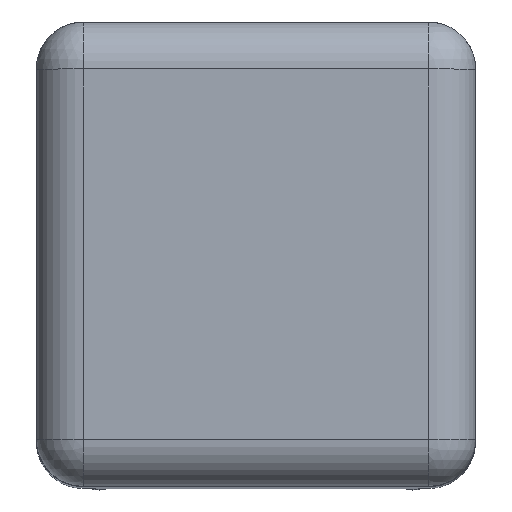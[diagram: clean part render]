
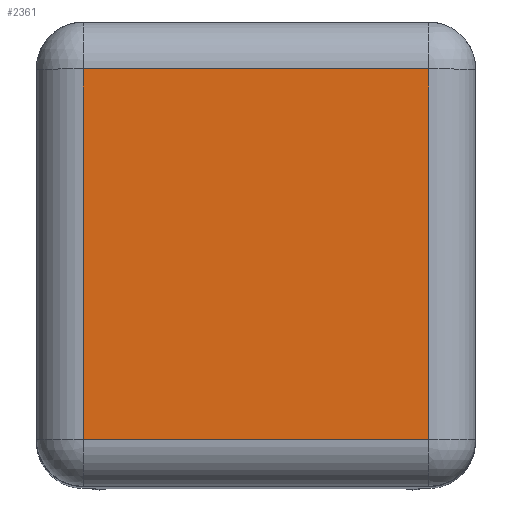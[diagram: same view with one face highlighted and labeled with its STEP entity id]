
A CAD part, top view. The second image highlights one B-rep face of the part: STEP entity #2361.
In plain terms, the highlighted planar face has unit normal (0, 0, 1).
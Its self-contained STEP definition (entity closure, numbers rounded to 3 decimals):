
#10 = ORIENTED_EDGE ( 'NONE', *, *, #284, .T. ) ;
#148 = DIRECTION ( 'NONE',  ( 0., -1., 0. ) ) ;
#236 = ORIENTED_EDGE ( 'NONE', *, *, #1695, .T. ) ;
#284 = EDGE_CURVE ( 'NONE', #1049, #933, #1469, .T. ) ;
#421 = CARTESIAN_POINT ( 'NONE',  ( 0.55, 1.33, 6.45 ) ) ;
#518 = DIRECTION ( 'NONE',  ( 0., 0., -1. ) ) ;
#556 = DIRECTION ( 'NONE',  ( 0., 1., 0. ) ) ;
#575 = ORIENTED_EDGE ( 'NONE', *, *, #2318, .T. ) ;
#599 = EDGE_LOOP ( 'NONE', ( #10, #2307, #575, #236 ) ) ;
#708 = CARTESIAN_POINT ( 'NONE',  ( -0.55, 0.15, 6.45 ) ) ;
#826 = CARTESIAN_POINT ( 'NONE',  ( -0.55, 1.33, 6.45 ) ) ;
#933 = VERTEX_POINT ( 'NONE', #421 ) ;
#975 = VECTOR ( 'NONE', #2315, 1000. ) ;
#997 = LINE ( 'NONE', #2023, #2263 ) ;
#1024 = VERTEX_POINT ( 'NONE', #826 ) ;
#1049 = VERTEX_POINT ( 'NONE', #1955 ) ;
#1103 = LINE ( 'NONE', #1792, #975 ) ;
#1131 = VECTOR ( 'NONE', #1255, 1000. ) ;
#1255 = DIRECTION ( 'NONE',  ( 1., 0., 0. ) ) ;
#1263 = EDGE_CURVE ( 'NONE', #933, #1024, #1103, .T. ) ;
#1306 = AXIS2_PLACEMENT_3D ( 'NONE', #2196, #518, #1829 ) ;
#1384 = VERTEX_POINT ( 'NONE', #708 ) ;
#1448 = PLANE ( 'NONE',  #1306 ) ;
#1469 = LINE ( 'NONE', #1669, #1896 ) ;
#1669 = CARTESIAN_POINT ( 'NONE',  ( 0.55, 1.33, 6.45 ) ) ;
#1695 = EDGE_CURVE ( 'NONE', #1384, #1049, #1959, .T. ) ;
#1792 = CARTESIAN_POINT ( 'NONE',  ( -0.55, 1.33, 6.45 ) ) ;
#1829 = DIRECTION ( 'NONE',  ( -1., 0., 0. ) ) ;
#1896 = VECTOR ( 'NONE', #556, 1000. ) ;
#1955 = CARTESIAN_POINT ( 'NONE',  ( 0.55, 0.15, 6.45 ) ) ;
#1959 = LINE ( 'NONE', #2015, #1131 ) ;
#2015 = CARTESIAN_POINT ( 'NONE',  ( 0.55, 0.15, 6.45 ) ) ;
#2023 = CARTESIAN_POINT ( 'NONE',  ( -0.55, 0.15, 6.45 ) ) ;
#2196 = CARTESIAN_POINT ( 'NONE',  ( -0.55, 0.15, 6.45 ) ) ;
#2263 = VECTOR ( 'NONE', #148, 1000. ) ;
#2307 = ORIENTED_EDGE ( 'NONE', *, *, #1263, .T. ) ;
#2315 = DIRECTION ( 'NONE',  ( -1., 0., 0. ) ) ;
#2318 = EDGE_CURVE ( 'NONE', #1024, #1384, #997, .T. ) ;
#2361 = ADVANCED_FACE ( 'NONE', ( #2392 ), #1448, .F. ) ;
#2392 = FACE_OUTER_BOUND ( 'NONE', #599, .T. ) ;
